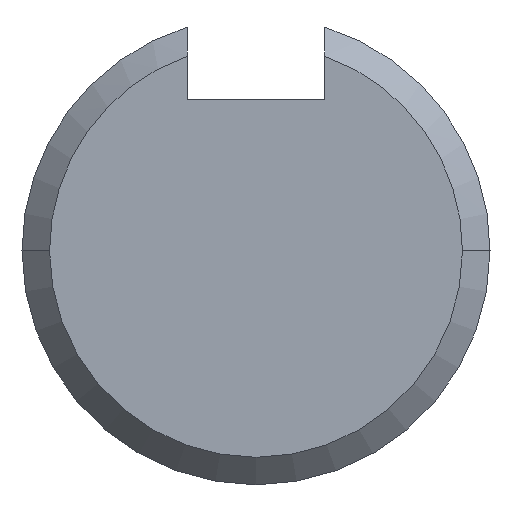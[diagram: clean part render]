
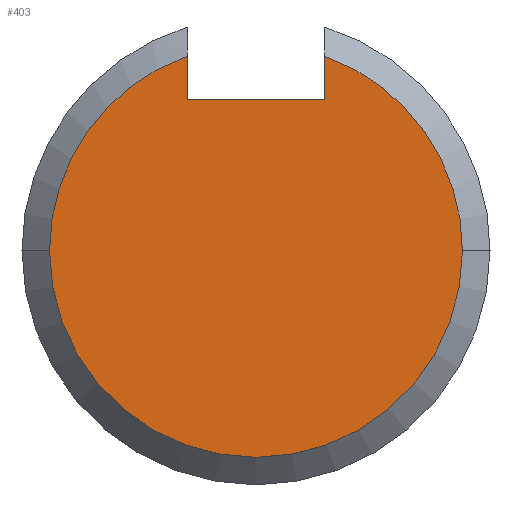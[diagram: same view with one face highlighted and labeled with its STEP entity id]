
A CAD part, left-side view. The second image highlights one B-rep face of the part: STEP entity #403.
In plain terms, the highlighted planar face has unit normal (-1, 0, 0).
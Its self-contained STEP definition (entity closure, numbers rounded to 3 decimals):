
#83=CARTESIAN_POINT('Vertex',(-346.,2.5,7.071)) ;
#86=CARTESIAN_POINT('Line Origine',(-346.,2.5,6.286)) ;
#90=CARTESIAN_POINT('Vertex',(-346.,2.5,5.5)) ;
#284=CARTESIAN_POINT('Axis2P3D Location',(-346.,0.,0.)) ;
#288=CARTESIAN_POINT('Vertex',(-346.,-2.5,7.071)) ;
#290=CARTESIAN_POINT('Vertex',(-346.,-7.5,0.)) ;
#316=CARTESIAN_POINT('Axis2P3D Location',(-346.,0.,0.)) ;
#320=CARTESIAN_POINT('Vertex',(-346.,7.5,0.)) ;
#340=CARTESIAN_POINT('Line Origine',(-346.,-2.5,6.286)) ;
#344=CARTESIAN_POINT('Vertex',(-346.,-2.5,5.5)) ;
#373=CARTESIAN_POINT('Axis2P3D Location',(-346.,0.,0.)) ;
#385=CARTESIAN_POINT('Axis2P3D Location',(-346.,0.,0.)) ;
#390=CARTESIAN_POINT('Line Origine',(-346.,0.,5.5)) ;
#87=DIRECTION('Vector Direction',(0.,0.,1.)) ;
#285=DIRECTION('Axis2P3D Direction',(1.,0.,0.)) ;
#317=DIRECTION('Axis2P3D Direction',(1.,0.,0.)) ;
#341=DIRECTION('Vector Direction',(0.,0.,1.)) ;
#374=DIRECTION('Axis2P3D Direction',(1.,0.,0.)) ;
#386=DIRECTION('Axis2P3D Direction',(1.,0.,0.)) ;
#387=DIRECTION('Axis2P3D XDirection',(0.,1.,0.)) ;
#391=DIRECTION('Vector Direction',(0.,-1.,0.)) ;
#286=AXIS2_PLACEMENT_3D('Circle Axis2P3D',#284,#285,$) ;
#318=AXIS2_PLACEMENT_3D('Circle Axis2P3D',#316,#317,$) ;
#375=AXIS2_PLACEMENT_3D('Circle Axis2P3D',#373,#374,$) ;
#388=AXIS2_PLACEMENT_3D('Plane Axis2P3D',#385,#386,#387) ;
#396=ORIENTED_EDGE('',*,*,#346,.F.) ;
#397=ORIENTED_EDGE('',*,*,#394,.F.) ;
#398=ORIENTED_EDGE('',*,*,#92,.T.) ;
#399=ORIENTED_EDGE('',*,*,#377,.F.) ;
#400=ORIENTED_EDGE('',*,*,#322,.F.) ;
#401=ORIENTED_EDGE('',*,*,#292,.F.) ;
#88=VECTOR('Line Direction',#87,1.) ;
#342=VECTOR('Line Direction',#341,1.) ;
#392=VECTOR('Line Direction',#391,1.) ;
#403=ADVANCED_FACE('Corps principal',(#402),#389,.F.) ;
#287=CIRCLE('generated circle',#286,7.5) ;
#319=CIRCLE('generated circle',#318,7.5) ;
#376=CIRCLE('generated circle',#375,7.5) ;
#92=EDGE_CURVE('',#91,#84,#89,.T.) ;
#292=EDGE_CURVE('',#289,#291,#287,.T.) ;
#322=EDGE_CURVE('',#291,#321,#319,.T.) ;
#346=EDGE_CURVE('',#345,#289,#343,.T.) ;
#377=EDGE_CURVE('',#321,#84,#376,.T.) ;
#394=EDGE_CURVE('',#91,#345,#393,.T.) ;
#395=EDGE_LOOP('',(#396,#397,#398,#399,#400,#401)) ;
#402=FACE_OUTER_BOUND('',#395,.T.) ;
#89=LINE('Line',#86,#88) ;
#343=LINE('Line',#340,#342) ;
#393=LINE('Line',#390,#392) ;
#389=PLANE('Plane',#388) ;
#84=VERTEX_POINT('',#83) ;
#91=VERTEX_POINT('',#90) ;
#289=VERTEX_POINT('',#288) ;
#291=VERTEX_POINT('',#290) ;
#321=VERTEX_POINT('',#320) ;
#345=VERTEX_POINT('',#344) ;
